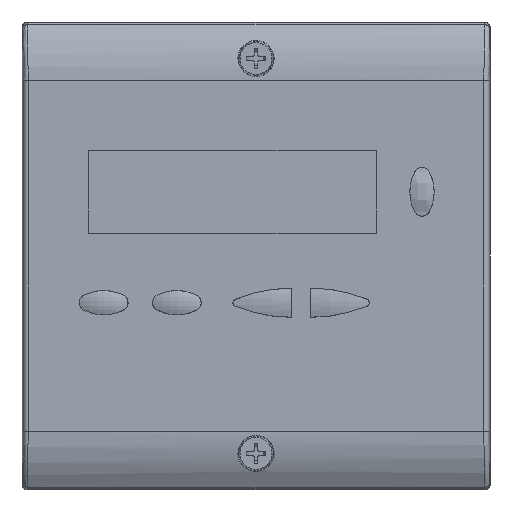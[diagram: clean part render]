
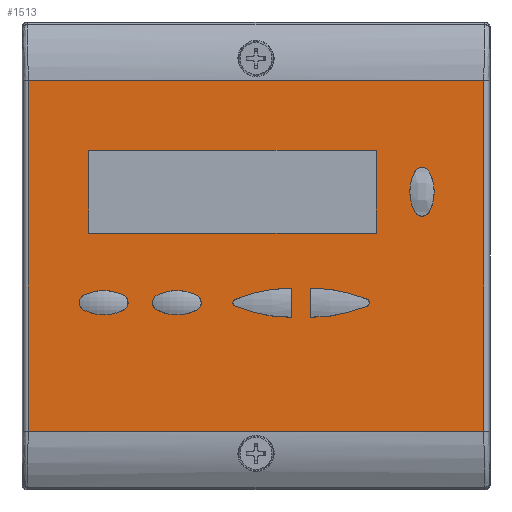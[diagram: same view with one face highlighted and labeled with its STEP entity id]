
A CAD part, top view. The second image highlights one B-rep face of the part: STEP entity #1513.
In plain terms, the highlighted planar face has unit normal (0, 0, 1).
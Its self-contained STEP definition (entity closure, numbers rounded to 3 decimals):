
#810=LINE('',#5275,#1098);
#811=LINE('',#5283,#1099);
#812=LINE('',#5286,#1100);
#813=LINE('',#5288,#1101);
#814=LINE('',#5290,#1102);
#815=LINE('',#5291,#1103);
#816=LINE('',#5294,#1104);
#817=LINE('',#5296,#1105);
#818=LINE('',#5298,#1106);
#819=LINE('',#5299,#1107);
#1098=VECTOR('',#4264,1.);
#1099=VECTOR('',#4271,1.);
#1100=VECTOR('',#4272,1.);
#1101=VECTOR('',#4273,1.);
#1102=VECTOR('',#4274,1.);
#1103=VECTOR('',#4275,1.);
#1104=VECTOR('',#4276,1.);
#1105=VECTOR('',#4277,1.);
#1106=VECTOR('',#4278,1.);
#1107=VECTOR('',#4279,1.);
#1393=PLANE('',#3916);
#1513=ADVANCED_FACE('',(#1816,#1817,#1818,#1819,#1820,#1821,#1822),#1393,
 .T.);
#1816=FACE_BOUND('',#1847,.T.);
#1817=FACE_BOUND('',#1848,.T.);
#1818=FACE_BOUND('',#1849,.T.);
#1819=FACE_BOUND('',#1850,.T.);
#1820=FACE_BOUND('',#1851,.T.);
#1821=FACE_BOUND('',#1852,.T.);
#1822=FACE_BOUND('',#1853,.T.);
#1847=EDGE_LOOP('',(#2061,#2062,#2063,#2064));
#1848=EDGE_LOOP('',(#2065,#2066,#2067,#2068));
#1849=EDGE_LOOP('',(#2069,#2070,#2071,#2072));
#1850=EDGE_LOOP('',(#2073,#2074,#2075,#2076));
#1851=EDGE_LOOP('',(#2077,#2078,#2079,#2080));
#1852=EDGE_LOOP('',(#2081,#2082,#2083,#2084));
#1853=EDGE_LOOP('',(#2085,#2086,#2087,#2088));
#2061=ORIENTED_EDGE('',*,*,#3338,.F.);
#2062=ORIENTED_EDGE('',*,*,#3339,.F.);
#2063=ORIENTED_EDGE('',*,*,#3340,.F.);
#2064=ORIENTED_EDGE('',*,*,#3341,.F.);
#2065=ORIENTED_EDGE('',*,*,#3342,.T.);
#2066=ORIENTED_EDGE('',*,*,#3343,.T.);
#2067=ORIENTED_EDGE('',*,*,#3344,.T.);
#2068=ORIENTED_EDGE('',*,*,#3345,.T.);
#2069=ORIENTED_EDGE('',*,*,#3346,.F.);
#2070=ORIENTED_EDGE('',*,*,#3347,.F.);
#2071=ORIENTED_EDGE('',*,*,#3348,.F.);
#2072=ORIENTED_EDGE('',*,*,#3349,.F.);
#2073=ORIENTED_EDGE('',*,*,#3350,.F.);
#2074=ORIENTED_EDGE('',*,*,#3351,.F.);
#2075=ORIENTED_EDGE('',*,*,#3352,.F.);
#2076=ORIENTED_EDGE('',*,*,#3353,.F.);
#2077=ORIENTED_EDGE('',*,*,#3354,.F.);
#2078=ORIENTED_EDGE('',*,*,#3355,.F.);
#2079=ORIENTED_EDGE('',*,*,#3356,.F.);
#2080=ORIENTED_EDGE('',*,*,#3357,.F.);
#2081=ORIENTED_EDGE('',*,*,#3358,.T.);
#2082=ORIENTED_EDGE('',*,*,#3359,.F.);
#2083=ORIENTED_EDGE('',*,*,#3360,.T.);
#2084=ORIENTED_EDGE('',*,*,#3361,.T.);
#2085=ORIENTED_EDGE('',*,*,#3362,.T.);
#2086=ORIENTED_EDGE('',*,*,#3363,.T.);
#2087=ORIENTED_EDGE('',*,*,#3364,.T.);
#2088=ORIENTED_EDGE('',*,*,#3365,.T.);
#3029=VERTEX_POINT('',#5252);
#3030=VERTEX_POINT('',#5253);
#3031=VERTEX_POINT('',#5255);
#3032=VERTEX_POINT('',#5257);
#3033=VERTEX_POINT('',#5260);
#3034=VERTEX_POINT('',#5261);
#3035=VERTEX_POINT('',#5263);
#3036=VERTEX_POINT('',#5265);
#3037=VERTEX_POINT('',#5268);
#3038=VERTEX_POINT('',#5269);
#3039=VERTEX_POINT('',#5271);
#3040=VERTEX_POINT('',#5273);
#3041=VERTEX_POINT('',#5276);
#3042=VERTEX_POINT('',#5277);
#3043=VERTEX_POINT('',#5279);
#3044=VERTEX_POINT('',#5281);
#3045=VERTEX_POINT('',#5284);
#3046=VERTEX_POINT('',#5285);
#3047=VERTEX_POINT('',#5287);
#3048=VERTEX_POINT('',#5289);
#3049=VERTEX_POINT('',#5292);
#3050=VERTEX_POINT('',#5293);
#3051=VERTEX_POINT('',#5295);
#3052=VERTEX_POINT('',#5297);
#3053=VERTEX_POINT('',#5300);
#3054=VERTEX_POINT('',#5301);
#3055=VERTEX_POINT('',#5303);
#3056=VERTEX_POINT('',#5305);
#3338=EDGE_CURVE('',#3029,#3030,#3822,.T.);
#3339=EDGE_CURVE('',#3031,#3029,#3823,.T.);
#3340=EDGE_CURVE('',#3032,#3031,#3824,.T.);
#3341=EDGE_CURVE('',#3030,#3032,#3825,.T.);
#3342=EDGE_CURVE('',#3033,#3034,#3826,.T.);
#3343=EDGE_CURVE('',#3034,#3035,#3827,.T.);
#3344=EDGE_CURVE('',#3035,#3036,#3828,.T.);
#3345=EDGE_CURVE('',#3036,#3033,#3829,.T.);
#3346=EDGE_CURVE('',#3037,#3038,#3830,.T.);
#3347=EDGE_CURVE('',#3039,#3037,#3831,.T.);
#3348=EDGE_CURVE('',#3040,#3039,#3832,.T.);
#3349=EDGE_CURVE('',#3038,#3040,#3833,.T.);
#3350=EDGE_CURVE('',#3041,#3042,#810,.T.);
#3351=EDGE_CURVE('',#3043,#3041,#3834,.T.);
#3352=EDGE_CURVE('',#3044,#3043,#3835,.T.);
#3353=EDGE_CURVE('',#3042,#3044,#3836,.T.);
#3354=EDGE_CURVE('',#3045,#3046,#811,.T.);
#3355=EDGE_CURVE('',#3047,#3045,#812,.T.);
#3356=EDGE_CURVE('',#3048,#3047,#813,.T.);
#3357=EDGE_CURVE('',#3046,#3048,#814,.T.);
#3358=EDGE_CURVE('',#3049,#3050,#815,.T.);
#3359=EDGE_CURVE('',#3051,#3050,#816,.T.);
#3360=EDGE_CURVE('',#3051,#3052,#817,.T.);
#3361=EDGE_CURVE('',#3052,#3049,#818,.T.);
#3362=EDGE_CURVE('',#3053,#3054,#819,.T.);
#3363=EDGE_CURVE('',#3054,#3055,#3837,.T.);
#3364=EDGE_CURVE('',#3055,#3056,#3838,.T.);
#3365=EDGE_CURVE('',#3056,#3053,#3839,.T.);
#3822=CIRCLE('',#3898,1.719);
#3823=CIRCLE('',#3899,9.);
#3824=CIRCLE('',#3900,1.719);
#3825=CIRCLE('',#3901,9.);
#3826=CIRCLE('',#3902,1.719);
#3827=CIRCLE('',#3903,9.);
#3828=CIRCLE('',#3904,1.719);
#3829=CIRCLE('',#3905,9.);
#3830=CIRCLE('',#3906,9.);
#3831=CIRCLE('',#3907,1.719);
#3832=CIRCLE('',#3908,9.);
#3833=CIRCLE('',#3909,1.719);
#3834=CIRCLE('',#3910,30.);
#3835=CIRCLE('',#3911,0.75);
#3836=CIRCLE('',#3912,30.);
#3837=CIRCLE('',#3913,30.);
#3838=CIRCLE('',#3914,0.75);
#3839=CIRCLE('',#3915,30.);
#3898=AXIS2_PLACEMENT_3D('',#5251,#4240,#4241);
#3899=AXIS2_PLACEMENT_3D('',#5254,#4242,#4243);
#3900=AXIS2_PLACEMENT_3D('',#5256,#4244,#4245);
#3901=AXIS2_PLACEMENT_3D('',#5258,#4246,#4247);
#3902=AXIS2_PLACEMENT_3D('',#5259,#4248,#4249);
#3903=AXIS2_PLACEMENT_3D('',#5262,#4250,#4251);
#3904=AXIS2_PLACEMENT_3D('',#5264,#4252,#4253);
#3905=AXIS2_PLACEMENT_3D('',#5266,#4254,#4255);
#3906=AXIS2_PLACEMENT_3D('',#5267,#4256,#4257);
#3907=AXIS2_PLACEMENT_3D('',#5270,#4258,#4259);
#3908=AXIS2_PLACEMENT_3D('',#5272,#4260,#4261);
#3909=AXIS2_PLACEMENT_3D('',#5274,#4262,#4263);
#3910=AXIS2_PLACEMENT_3D('',#5278,#4265,#4266);
#3911=AXIS2_PLACEMENT_3D('',#5280,#4267,#4268);
#3912=AXIS2_PLACEMENT_3D('',#5282,#4269,#4270);
#3913=AXIS2_PLACEMENT_3D('',#5302,#4280,#4281);
#3914=AXIS2_PLACEMENT_3D('',#5304,#4282,#4283);
#3915=AXIS2_PLACEMENT_3D('',#5306,#4284,#4285);
#3916=AXIS2_PLACEMENT_3D('',#5307,#4286,#4287);
#4240=DIRECTION('',(0.,0.,1.));
#4241=DIRECTION('',(0.,-1.,0.));
#4242=DIRECTION('',(0.,0.,1.));
#4243=DIRECTION('',(0.,-1.,0.));
#4244=DIRECTION('',(0.,0.,1.));
#4245=DIRECTION('',(0.,-1.,0.));
#4246=DIRECTION('',(0.,0.,1.));
#4247=DIRECTION('',(0.,-1.,0.));
#4248=DIRECTION('',(0.,0.,-1.));
#4249=DIRECTION('',(0.,-1.,0.));
#4250=DIRECTION('',(0.,0.,-1.));
#4251=DIRECTION('',(0.,-1.,0.));
#4252=DIRECTION('',(0.,0.,-1.));
#4253=DIRECTION('',(0.,-1.,0.));
#4254=DIRECTION('',(0.,0.,-1.));
#4255=DIRECTION('',(0.,-1.,0.));
#4256=DIRECTION('',(0.,0.,1.));
#4257=DIRECTION('',(0.,-1.,0.));
#4258=DIRECTION('',(0.,0.,1.));
#4259=DIRECTION('',(0.,-1.,0.));
#4260=DIRECTION('',(0.,0.,1.));
#4261=DIRECTION('',(0.,-1.,0.));
#4262=DIRECTION('',(0.,0.,1.));
#4263=DIRECTION('',(0.,-1.,0.));
#4264=DIRECTION('',(0.,1.,0.));
#4265=DIRECTION('',(0.,0.,1.));
#4266=DIRECTION('',(0.,-1.,0.));
#4267=DIRECTION('',(0.,0.,1.));
#4268=DIRECTION('',(0.,-1.,0.));
#4269=DIRECTION('',(0.,0.,1.));
#4270=DIRECTION('',(0.,-1.,0.));
#4271=DIRECTION('',(-1.,0.,0.));
#4272=DIRECTION('',(0.,1.,0.));
#4273=DIRECTION('',(1.,0.,0.));
#4274=DIRECTION('',(0.,-1.,0.));
#4275=DIRECTION('',(0.,-1.,0.));
#4276=DIRECTION('',(-1.,0.,0.));
#4277=DIRECTION('',(0.,1.,0.));
#4278=DIRECTION('',(-1.,0.,0.));
#4279=DIRECTION('',(0.,1.,0.));
#4280=DIRECTION('',(0.,0.,-1.));
#4281=DIRECTION('',(0.,-1.,0.));
#4282=DIRECTION('',(0.,0.,-1.));
#4283=DIRECTION('',(0.,-1.,0.));
#4284=DIRECTION('',(0.,0.,-1.));
#4285=DIRECTION('',(0.,-1.,0.));
#4286=DIRECTION('',(0.,0.,1.));
#4287=DIRECTION('',(0.,-1.,0.));
#5251=CARTESIAN_POINT('',(34.05,9.869,29.8));
#5252=CARTESIAN_POINT('',(32.516,9.094,29.8));
#5253=CARTESIAN_POINT('',(35.584,9.094,29.8));
#5254=CARTESIAN_POINT('',(40.55,13.15,29.8));
#5255=CARTESIAN_POINT('',(32.516,17.206,29.8));
#5256=CARTESIAN_POINT('',(34.05,16.431,29.8));
#5257=CARTESIAN_POINT('',(35.584,17.206,29.8));
#5258=CARTESIAN_POINT('',(27.55,13.15,29.8));
#5259=CARTESIAN_POINT('',(-34.531,-9.6,29.8));
#5260=CARTESIAN_POINT('',(-35.306,-11.134,29.8));
#5261=CARTESIAN_POINT('',(-35.306,-8.066,29.8));
#5262=CARTESIAN_POINT('',(-31.25,-16.1,29.8));
#5263=CARTESIAN_POINT('',(-27.194,-8.066,29.8));
#5264=CARTESIAN_POINT('',(-27.969,-9.6,29.8));
#5265=CARTESIAN_POINT('',(-27.194,-11.134,29.8));
#5266=CARTESIAN_POINT('',(-31.25,-3.1,29.8));
#5267=CARTESIAN_POINT('',(-16.25,-16.1,29.8));
#5268=CARTESIAN_POINT('',(-12.194,-8.066,29.8));
#5269=CARTESIAN_POINT('',(-20.306,-8.066,29.8));
#5270=CARTESIAN_POINT('',(-12.969,-9.6,29.8));
#5271=CARTESIAN_POINT('',(-12.194,-11.134,29.8));
#5272=CARTESIAN_POINT('',(-16.25,-3.1,29.8));
#5273=CARTESIAN_POINT('',(-20.306,-11.134,29.8));
#5274=CARTESIAN_POINT('',(-19.531,-9.6,29.8));
#5275=CARTESIAN_POINT('',(7.25,-36.,29.8));
#5276=CARTESIAN_POINT('',(7.25,-12.6,29.8));
#5277=CARTESIAN_POINT('',(7.25,-6.6,29.8));
#5278=CARTESIAN_POINT('',(7.25,17.4,29.8));
#5279=CARTESIAN_POINT('',(-4.288,-10.292,29.8));
#5280=CARTESIAN_POINT('',(-4.,-9.6,29.8));
#5281=CARTESIAN_POINT('',(-4.288,-8.908,29.8));
#5282=CARTESIAN_POINT('',(7.25,-36.6,29.8));
#5283=CARTESIAN_POINT('',(48.,21.65,29.8));
#5284=CARTESIAN_POINT('',(24.66,21.65,29.8));
#5285=CARTESIAN_POINT('',(-34.34,21.65,29.8));
#5286=CARTESIAN_POINT('',(24.66,-36.,29.8));
#5287=CARTESIAN_POINT('',(24.66,4.65,29.8));
#5288=CARTESIAN_POINT('',(48.,4.65,29.8));
#5289=CARTESIAN_POINT('',(-34.34,4.65,29.8));
#5290=CARTESIAN_POINT('',(-34.34,-36.,29.8));
#5291=CARTESIAN_POINT('',(-46.764,-36.,29.8));
#5292=CARTESIAN_POINT('',(-46.764,36.,29.8));
#5293=CARTESIAN_POINT('',(-46.764,-36.,29.8));
#5294=CARTESIAN_POINT('',(48.,-36.,29.8));
#5295=CARTESIAN_POINT('',(46.764,-36.,29.8));
#5296=CARTESIAN_POINT('',(46.764,-36.,29.8));
#5297=CARTESIAN_POINT('',(46.764,36.,29.8));
#5298=CARTESIAN_POINT('',(48.,36.,29.8));
#5299=CARTESIAN_POINT('',(11.25,-36.,29.8));
#5300=CARTESIAN_POINT('',(11.25,-12.6,29.8));
#5301=CARTESIAN_POINT('',(11.25,-6.6,29.8));
#5302=CARTESIAN_POINT('',(11.25,-36.6,29.8));
#5303=CARTESIAN_POINT('',(22.788,-8.908,29.8));
#5304=CARTESIAN_POINT('',(22.5,-9.6,29.8));
#5305=CARTESIAN_POINT('',(22.788,-10.292,29.8));
#5306=CARTESIAN_POINT('',(11.25,17.4,29.8));
#5307=CARTESIAN_POINT('',(48.,-36.,29.8));
